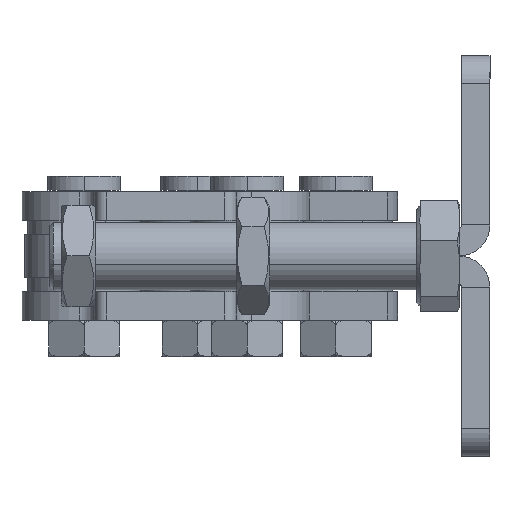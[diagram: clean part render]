
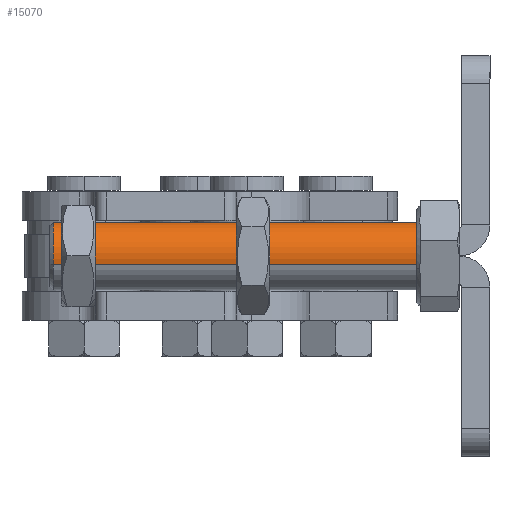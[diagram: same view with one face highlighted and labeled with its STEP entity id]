
A CAD part, left-side view. The second image highlights one B-rep face of the part: STEP entity #15070.
In plain terms, the highlighted cylindrical face has radius 6 mm (diameter 12 mm), a partial arc.
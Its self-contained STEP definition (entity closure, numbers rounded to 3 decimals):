
#2189 = EDGE_CURVE ( 'NONE', #12388, #12391, #24884, .T. ) ;
#2193 = EDGE_CURVE ( 'NONE', #12390, #13130, #24892, .T. ) ;
#2205 = EDGE_CURVE ( 'NONE', #13130, #12391, #24903, .T. ) ;
#4498 = CARTESIAN_POINT ( 'NONE',  ( 7.68, 0., 6. ) ) ;
#6394 = DIRECTION ( 'NONE',  ( 0., 0., 1. ) ) ;
#6395 = DIRECTION ( 'NONE',  ( 1., 0., 0. ) ) ;
#6397 = CARTESIAN_POINT ( 'NONE',  ( 7.68, 0., 0. ) ) ;
#6445 = DIRECTION ( 'NONE',  ( -1., 0., 0. ) ) ;
#6446 = CARTESIAN_POINT ( 'NONE',  ( 72.68, 0., 6. ) ) ;
#6451 = DIRECTION ( 'NONE',  ( -1., 0., 0. ) ) ;
#6455 = CARTESIAN_POINT ( 'NONE',  ( 72.68, 0., -6. ) ) ;
#6592 = EDGE_CURVE ( 'NONE', #12388, #12390, #12115, .T. ) ;
#7753 = EDGE_LOOP ( 'NONE', ( #12464, #12463, #12462, #12461 ) ) ;
#9317 = AXIS2_PLACEMENT_3D ( 'NONE', #28519, #28518, #28514 ) ;
#12115 = CIRCLE ( 'NONE', #18565, 6. ) ;
#12388 = VERTEX_POINT ( 'NONE', #26443 ) ;
#12390 = VERTEX_POINT ( 'NONE', #26442 ) ;
#12391 = VERTEX_POINT ( 'NONE', #26445 ) ;
#12461 = ORIENTED_EDGE ( 'NONE', *, *, #2205, .T. ) ;
#12462 = ORIENTED_EDGE ( 'NONE', *, *, #2193, .T. ) ;
#12463 = ORIENTED_EDGE ( 'NONE', *, *, #6592, .T. ) ;
#12464 = ORIENTED_EDGE ( 'NONE', *, *, #2189, .F. ) ;
#13130 = VERTEX_POINT ( 'NONE', #4498 ) ;
#13480 = FACE_OUTER_BOUND ( 'NONE', #7753, .T. ) ;
#13500 = CYLINDRICAL_SURFACE ( 'NONE', #9317, 6. ) ;
#15070 = ADVANCED_FACE ( 'NONE', ( #13480 ), #13500, .T. ) ;
#18465 = AXIS2_PLACEMENT_3D ( 'NONE', #6397, #6395, #6394 ) ;
#18565 = AXIS2_PLACEMENT_3D ( 'NONE', #25956, #25958, #25960 ) ;
#24884 = LINE ( 'NONE', #6455, #24889 ) ;
#24889 = VECTOR ( 'NONE', #6451, 1000. ) ;
#24892 = LINE ( 'NONE', #6446, #24894 ) ;
#24894 = VECTOR ( 'NONE', #6445, 1000. ) ;
#24903 = CIRCLE ( 'NONE', #18465, 6. ) ;
#25956 = CARTESIAN_POINT ( 'NONE',  ( 72.08, 0., 0. ) ) ;
#25958 = DIRECTION ( 'NONE',  ( -1., 0., 0. ) ) ;
#25960 = DIRECTION ( 'NONE',  ( 0., 0., -1. ) ) ;
#26442 = CARTESIAN_POINT ( 'NONE',  ( 72.08, 0., 6. ) ) ;
#26443 = CARTESIAN_POINT ( 'NONE',  ( 72.08, 0., -6. ) ) ;
#26445 = CARTESIAN_POINT ( 'NONE',  ( 7.68, 0., -6. ) ) ;
#28514 = DIRECTION ( 'NONE',  ( 0., 0., 1. ) ) ;
#28518 = DIRECTION ( 'NONE',  ( -1., 0., 0. ) ) ;
#28519 = CARTESIAN_POINT ( 'NONE',  ( 72.68, 0., 0. ) ) ;
